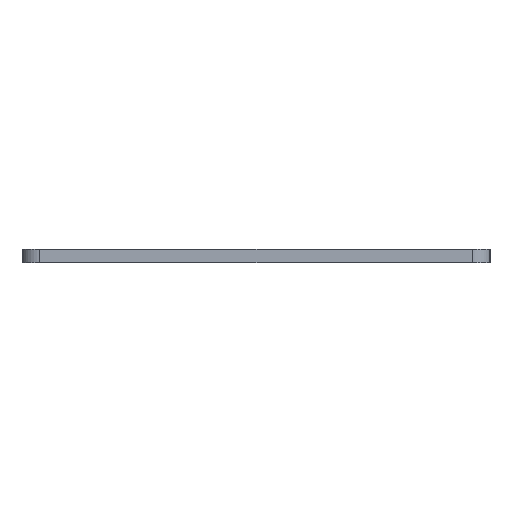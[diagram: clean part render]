
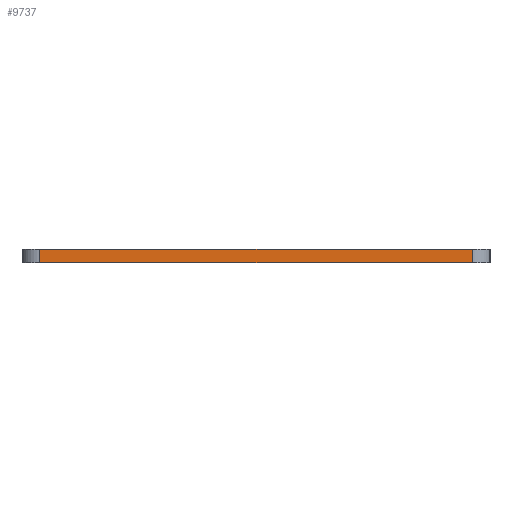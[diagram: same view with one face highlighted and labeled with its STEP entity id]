
A CAD part, left-side view. The second image highlights one B-rep face of the part: STEP entity #9737.
In plain terms, the highlighted planar face has unit normal (-1, 0, 0).
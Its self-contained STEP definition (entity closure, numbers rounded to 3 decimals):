
#163 = VERTEX_POINT('',#164);
#164 = CARTESIAN_POINT('',(40.64,-111.59,0.));
#171 = EDGE_CURVE('',#163,#172,#174,.T.);
#172 = VERTEX_POINT('',#173);
#173 = CARTESIAN_POINT('',(40.64,-62.06,0.));
#174 = LINE('',#175,#176);
#175 = CARTESIAN_POINT('',(40.64,-111.59,0.));
#176 = VECTOR('',#177,1.);
#177 = DIRECTION('',(0.,1.,0.));
#4945 = VERTEX_POINT('',#4946);
#4946 = CARTESIAN_POINT('',(40.64,-111.59,1.6));
#4953 = EDGE_CURVE('',#4945,#4954,#4956,.T.);
#4954 = VERTEX_POINT('',#4955);
#4955 = CARTESIAN_POINT('',(40.64,-62.06,1.6));
#4956 = LINE('',#4957,#4958);
#4957 = CARTESIAN_POINT('',(40.64,-111.59,1.6));
#4958 = VECTOR('',#4959,1.);
#4959 = DIRECTION('',(0.,1.,0.));
#9707 = EDGE_CURVE('',#172,#4954,#9708,.T.);
#9708 = LINE('',#9709,#9710);
#9709 = CARTESIAN_POINT('',(40.64,-62.06,0.));
#9710 = VECTOR('',#9711,1.);
#9711 = DIRECTION('',(0.,0.,1.));
#9737 = ADVANCED_FACE('',(#9738),#9749,.T.);
#9738 = FACE_BOUND('',#9739,.T.);
#9739 = EDGE_LOOP('',(#9740,#9746,#9747,#9748));
#9740 = ORIENTED_EDGE('',*,*,#9741,.T.);
#9741 = EDGE_CURVE('',#163,#4945,#9742,.T.);
#9742 = LINE('',#9743,#9744);
#9743 = CARTESIAN_POINT('',(40.64,-111.59,0.));
#9744 = VECTOR('',#9745,1.);
#9745 = DIRECTION('',(0.,0.,1.));
#9746 = ORIENTED_EDGE('',*,*,#4953,.T.);
#9747 = ORIENTED_EDGE('',*,*,#9707,.F.);
#9748 = ORIENTED_EDGE('',*,*,#171,.F.);
#9749 = PLANE('',#9750);
#9750 = AXIS2_PLACEMENT_3D('',#9751,#9752,#9753);
#9751 = CARTESIAN_POINT('',(40.64,-111.59,0.));
#9752 = DIRECTION('',(-1.,0.,0.));
#9753 = DIRECTION('',(0.,1.,0.));
